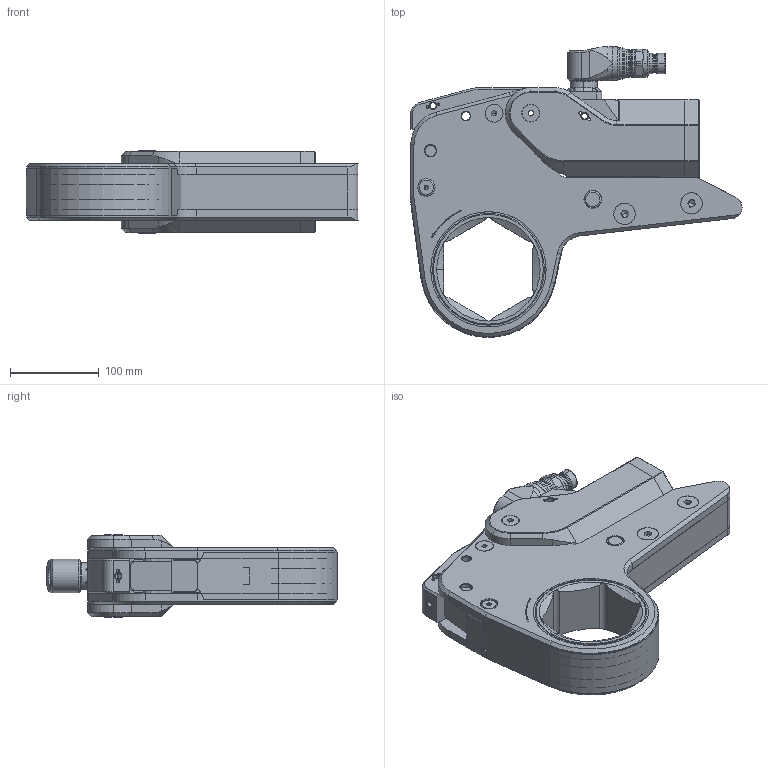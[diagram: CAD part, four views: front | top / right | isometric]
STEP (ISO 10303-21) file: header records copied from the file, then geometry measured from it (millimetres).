
FILE_DESCRIPTION (( 'STEP AP214' ), '1' );
FILE_NAME ('TFX.14100.1.000.STEP', '2023-10-23T14:16:39', ( '' ), ( '' ), 'SwSTEP 2.0', 'SolidWorks 2023', '' );
FILE_SCHEMA (( 'AUTOMOTIVE_DESIGN' ));
Length unit declared in the file: millimetre
Products named in the file (22): TFX14 REACTION PAWL_TFX.14007.0.026; TFX.14000.0.004A_No Engraving; TFX.08000.0.010A; TFX.14100.1.000; TFX14 ToolFit - Ratchets_RTX.14100.0.001; TFX.14000.0.007A_TFX.14007.1.001; RTX-14-SIDEPLATES RH Rev B_RTX.14007.0.021; TFX.14000.0.008A_TFX.14007.0.020; RTX-14 SIDEPLATE ASSY [RH ONLY]_RTX.14007.1.002; RTX-14 BUSHES_RTX-14 #7 Installed Bush; RTX-14 REACTION BLOCK SPACER_TFX.14007.0.023; RTX.14000.0.014A; TFX.14000.0.011A; RTX-14-SHROUD_TFX.14007.0.027; RTX.14000.0.012A; STP.00001.0.063A_SCHCSCREW 0.375-16x1.000x1.000-HX-N; TFX.14000.0.009A; TFX14 REACTION PAWL ASSY_TFX.14007.0.026; RTX.14000.0.044A; STP.00001.0.062A_SCHCSCREW 0.500-13x1.000x1.000-HX-N; TFX14 ToolFit - PowerHead [CoAx]; RTX.14000.0.013A
Assembly tree (29 placements, depth 3):
  TFX.14100.1.000
    TFX.14000.0.004A_No Engraving
    RTX.14000.0.012A
    RTX.14000.0.013A
    RTX.14000.0.014A  x2
    RTX.14000.0.044A
    RTX-14 REACTION BLOCK SPACER_TFX.14007.0.023
    TFX14 REACTION PAWL ASSY_TFX.14007.0.026
      TFX.14000.0.011A
      TFX14 REACTION PAWL_TFX.14007.0.026
    RTX-14-SHROUD_TFX.14007.0.027
    TFX.14000.0.007A_TFX.14007.1.001
      TFX.14000.0.008A_TFX.14007.0.020
      RTX-14 BUSHES_RTX-14 #7 Installed Bush
    RTX-14 SIDEPLATE ASSY [RH ONLY]_RTX.14007.1.002
      RTX-14-SIDEPLATES RH Rev B_RTX.14007.0.021
      RTX-14 BUSHES_RTX-14 #7 Installed Bush
    TFX14 ToolFit - Ratchets_RTX.14100.0.001
    TFX.14000.0.009A
    TFX.08000.0.010A
    STP.00001.0.062A_SCHCSCREW 0.500-13x1.000x1.000-HX-N  x4
    STP.00001.0.063A_SCHCSCREW 0.375-16x1.000x1.000-HX-N  x2
    RTX-14 BUSHES_RTX-14 #7 Installed Bush  x2
    TFX14 ToolFit - PowerHead [CoAx]
Bounding box: 373.44 x 327.12 x 92.35 mm (x, y, z)
Volume: 1707802.7 mm3; surface area: 563001.2 mm2
Topology: 25 solids, 59 shells, 1544 faces, 4722 edges, 3259 vertices
Faces by surface type: plane 592, cylinder 455, cone 356, torus 100, bspline 37, sphere 4
Entity records: 54594 total; most frequent: CARTESIAN_POINT 14971, ORIENTED_EDGE 8188, DIRECTION 8005, EDGE_CURVE 4296, VERTEX_POINT 3046, AXIS2_PLACEMENT_3D 2790, VECTOR 2425, LINE 2425
